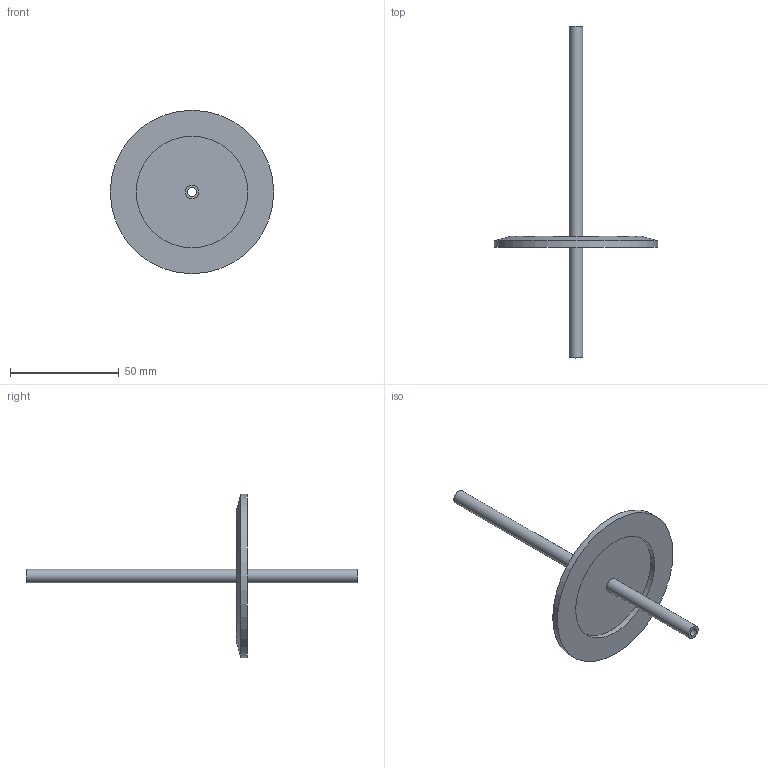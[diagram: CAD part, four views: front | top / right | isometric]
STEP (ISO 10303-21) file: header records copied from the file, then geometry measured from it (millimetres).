
FILE_DESCRIPTION(/* description */ (''),/* implementation_level */ '2;1');
FILE_NAME(/* name */ 'FL-LF1-50KF.stp',/* time_stamp */ '2018-10-05T12:19:50+01:00',/* author */ ('paul'),/* organization */ (''),/* preprocessor_version */ 'ST-DEVELOPER v17.2',/* originating_system */ 'Autodesk Inventor 2019',/* authorisation */ '');
FILE_SCHEMA (('AUTOMOTIVE_DESIGN { 1 0 10303 214 3 1 1 }'));
Length unit declared in the file: millimetre
Products named in the file (3): FLK-LF1-50KF; FL-50KF; 6.35 tube for tube end version
Assembly tree (2 placements, depth 2):
  FLK-LF1-50KF
    FL-50KF
    6.35 tube for tube end version
Bounding box: 75 x 152.4 x 75 mm (x, y, z)
Volume: 18179.8 mm3; surface area: 14957.4 mm2
Topology: 2 solids, 2 shells, 11 faces, 22 edges, 16 vertices
Faces by surface type: cylinder 5, plane 5, cone 1
Full cylindrical faces by diameter (mm): 3.95 x1, 6.35 x2, 51.2 x1, 75 x1
Entity records: 426 total; most frequent: DIRECTION 70, CARTESIAN_POINT 54, ORIENTED_EDGE 44, AXIS2_PLACEMENT_3D 32, EDGE_CURVE 22, EDGE_LOOP 16, CIRCLE 16, VERTEX_POINT 16
